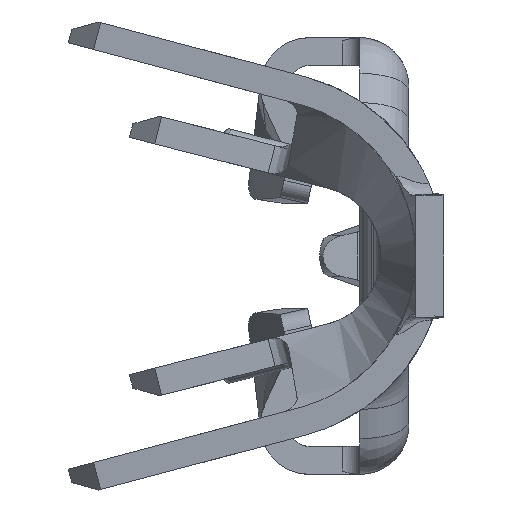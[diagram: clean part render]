
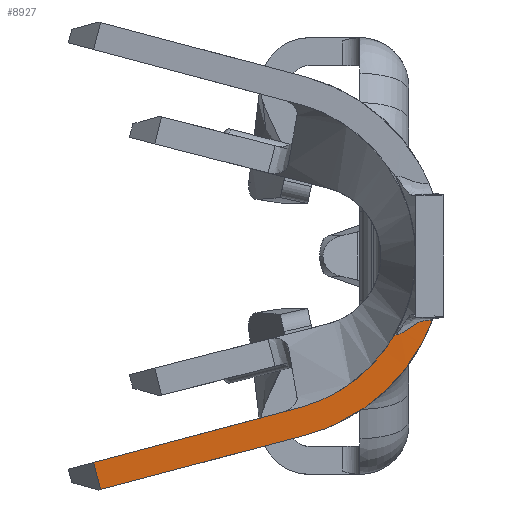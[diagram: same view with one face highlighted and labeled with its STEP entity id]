
A CAD part, left-side view. The second image highlights one B-rep face of the part: STEP entity #8927.
In plain terms, the highlighted planar face has unit normal (-0.996, 0.087, 0).
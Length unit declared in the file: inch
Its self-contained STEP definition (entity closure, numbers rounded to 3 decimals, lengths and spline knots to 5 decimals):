
#161 = CARTESIAN_POINT ( 'NONE',  ( -0.58513, -0.01601, -0.06426 ) ) ;
#487 = CARTESIAN_POINT ( 'NONE',  ( -0.58602, -0.0248, -0.03696 ) ) ;
#497 = CARTESIAN_POINT ( 'NONE',  ( -0.58335, 0.00473, -0.06309 ) ) ;
#756 = VECTOR ( 'NONE', #5162, 39.37008 ) ;
#909 = CARTESIAN_POINT ( 'NONE',  ( -0.57952, 0.04951, -0.10424 ) ) ;
#1100 = EDGE_CURVE ( 'NONE', #5678, #10816, #5120, .T. ) ;
#1539 = CARTESIAN_POINT ( 'NONE',  ( -0.5858, -0.02224, -0.03777 ) ) ;
#1550 = CARTESIAN_POINT ( 'NONE',  ( -0.58451, -0.00803, -0.04494 ) ) ;
#1750 = DIRECTION ( 'NONE',  ( 0.996, -0.087, 0. ) ) ;
#1866 = B_SPLINE_CURVE_WITH_KNOTS ( 'NONE', 3,
 ( #4639, #2562, #6724, #497, #7777, #1550 ),
 .UNSPECIFIED., .F., .F.,
 ( 4, 2, 4 ),
 ( 0., 0.1397, 0.2794 ),
 .UNSPECIFIED. ) ;
#2263 = CARTESIAN_POINT ( 'NONE',  ( -0.58589, -0.02458, -0.05019 ) ) ;
#2530 = ORIENTED_EDGE ( 'NONE', *, *, #5548, .T. ) ;
#2550 = CARTESIAN_POINT ( 'NONE',  ( -0.58636, -0.02873, -0.03715 ) ) ;
#2562 = CARTESIAN_POINT ( 'NONE',  ( -0.58084, 0.03443, -0.08367 ) ) ;
#2589 = CARTESIAN_POINT ( 'NONE',  ( -0.5857, -0.02119, -0.03826 ) ) ;
#2631 = B_SPLINE_CURVE_WITH_KNOTS ( 'NONE', 3,
 ( #3604, #2550, #5665, #12962, #6711, #487, #7765, #1539, #8813, #2589, #9857, #3647, #10919, #4669, #11957, #5711 ),
 .UNSPECIFIED., .F., .F.,
 ( 4, 2, 2, 1, 1, 2, 2, 2, 4 ),
 ( 0., 0.125, 0.25, 0.375, 0.4375, 0.46875, 0.5, 0.75, 1. ),
 .UNSPECIFIED. ) ;
#3604 = CARTESIAN_POINT ( 'NONE',  ( -0.58642, -0.02977, -0.03604 ) ) ;
#3647 = CARTESIAN_POINT ( 'NONE',  ( -0.58556, -0.01958, -0.0391 ) ) ;
#3672 = EDGE_CURVE ( 'NONE', #8441, #9369, #9052, .T. ) ;
#3962 = CARTESIAN_POINT ( 'NONE',  ( -0.56995, 0.15888, -0.13961 ) ) ;
#4064 = DIRECTION ( 'NONE',  ( 0.084, 0.963, -0.256 ) ) ;
#4123 = VECTOR ( 'NONE', #4064, 39.37008 ) ;
#4362 = CARTESIAN_POINT ( 'NONE',  ( -0.58642, -0.02977, -0.03604 ) ) ;
#4639 = CARTESIAN_POINT ( 'NONE',  ( -0.57975, 0.04688, -0.08698 ) ) ;
#4669 = CARTESIAN_POINT ( 'NONE',  ( -0.58493, -0.01236, -0.04414 ) ) ;
#5120 = B_SPLINE_CURVE_WITH_KNOTS ( 'NONE', 3,
 ( #4362, #2263, #161, #5394, #12675, #6430 ),
 .UNSPECIFIED., .F., .F.,
 ( 4, 2, 4 ),
 ( 0.65043, 0.82522, 1. ),
 .UNSPECIFIED. ) ;
#5162 = DIRECTION ( 'NONE',  ( -0.022, -0.257, -0.966 ) ) ;
#5196 = VECTOR ( 'NONE', #8540, 39.37008 ) ;
#5394 = CARTESIAN_POINT ( 'NONE',  ( -0.58304, 0.00846, -0.08797 ) ) ;
#5487 = ORIENTED_EDGE ( 'NONE', *, *, #1100, .F. ) ;
#5548 = EDGE_CURVE ( 'NONE', #5678, #10489, #2631, .T. ) ;
#5582 = VERTEX_POINT ( 'NONE', #12000 ) ;
#5665 = CARTESIAN_POINT ( 'NONE',  ( -0.58631, -0.02809, -0.03699 ) ) ;
#5678 = VERTEX_POINT ( 'NONE', #13264 ) ;
#5711 = CARTESIAN_POINT ( 'NONE',  ( -0.58451, -0.00803, -0.04494 ) ) ;
#5743 = CARTESIAN_POINT ( 'NONE',  ( -0.58011, 0.04277, -0.10244 ) ) ;
#5845 = CARTESIAN_POINT ( 'NONE',  ( -0.56945, 0.16455, -0.11826 ) ) ;
#6430 = CARTESIAN_POINT ( 'NONE',  ( -0.58011, 0.04277, -0.10244 ) ) ;
#6624 = ORIENTED_EDGE ( 'NONE', *, *, #9212, .F. ) ;
#6711 = CARTESIAN_POINT ( 'NONE',  ( -0.58615, -0.02625, -0.03681 ) ) ;
#6724 = CARTESIAN_POINT ( 'NONE',  ( -0.58178, 0.02325, -0.07781 ) ) ;
#6882 = LINE ( 'NONE', #909, #4123 ) ;
#6926 = PLANE ( 'NONE',  #7408 ) ;
#7150 = FACE_OUTER_BOUND ( 'NONE', #9752, .T. ) ;
#7408 = AXIS2_PLACEMENT_3D ( 'NONE', #7972, #1750, #9021 ) ;
#7464 = EDGE_CURVE ( 'NONE', #5582, #10489, #1866, .T. ) ;
#7506 = CARTESIAN_POINT ( 'NONE',  ( -0.57916, 0.0536, -0.08876 ) ) ;
#7765 = CARTESIAN_POINT ( 'NONE',  ( -0.58592, -0.02366, -0.03722 ) ) ;
#7777 = CARTESIAN_POINT ( 'NONE',  ( -0.58398, -0.00262, -0.05425 ) ) ;
#7972 = CARTESIAN_POINT ( 'NONE',  ( -0.56819, 0.179, -0.145 ) ) ;
#7973 = ORIENTED_EDGE ( 'NONE', *, *, #3672, .T. ) ;
#8121 = CARTESIAN_POINT ( 'NONE',  ( -0.58451, -0.00803, -0.04494 ) ) ;
#8441 = VERTEX_POINT ( 'NONE', #5845 ) ;
#8540 = DIRECTION ( 'NONE',  ( -0.084, -0.963, 0.256 ) ) ;
#8813 = CARTESIAN_POINT ( 'NONE',  ( -0.58574, -0.02161, -0.03806 ) ) ;
#8927 = ADVANCED_FACE ( 'NONE', ( #7150 ), #6926, .F. ) ;
#9021 = DIRECTION ( 'NONE',  ( 0.087, 0.996, 0. ) ) ;
#9052 = LINE ( 'NONE', #3962, #756 ) ;
#9212 = EDGE_CURVE ( 'NONE', #8441, #5582, #10417, .T. ) ;
#9369 = VERTEX_POINT ( 'NONE', #13109 ) ;
#9752 = EDGE_LOOP ( 'NONE', ( #6624, #7973, #12126, #5487, #2530, #11235 ) ) ;
#9857 = CARTESIAN_POINT ( 'NONE',  ( -0.58568, -0.0209, -0.0384 ) ) ;
#10417 = LINE ( 'NONE', #7506, #5196 ) ;
#10489 = VERTEX_POINT ( 'NONE', #8121 ) ;
#10816 = VERTEX_POINT ( 'NONE', #5743 ) ;
#10919 = CARTESIAN_POINT ( 'NONE',  ( -0.5854, -0.0177, -0.04032 ) ) ;
#11235 = ORIENTED_EDGE ( 'NONE', *, *, #7464, .F. ) ;
#11957 = CARTESIAN_POINT ( 'NONE',  ( -0.58477, -0.01048, -0.04531 ) ) ;
#12000 = CARTESIAN_POINT ( 'NONE',  ( -0.57975, 0.04688, -0.08698 ) ) ;
#12126 = ORIENTED_EDGE ( 'NONE', *, *, #12982, .F. ) ;
#12675 = CARTESIAN_POINT ( 'NONE',  ( -0.58171, 0.02441, -0.09756 ) ) ;
#12962 = CARTESIAN_POINT ( 'NONE',  ( -0.5862, -0.02681, -0.03683 ) ) ;
#12982 = EDGE_CURVE ( 'NONE', #10816, #9369, #6882, .T. ) ;
#13109 = CARTESIAN_POINT ( 'NONE',  ( -0.56981, 0.16044, -0.13372 ) ) ;
#13264 = CARTESIAN_POINT ( 'NONE',  ( -0.58642, -0.02977, -0.03604 ) ) ;
